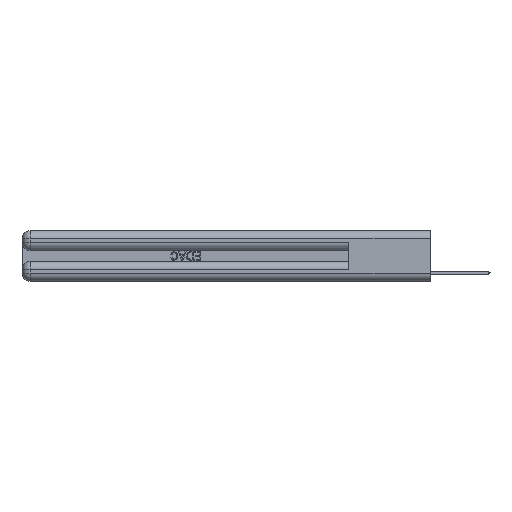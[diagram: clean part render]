
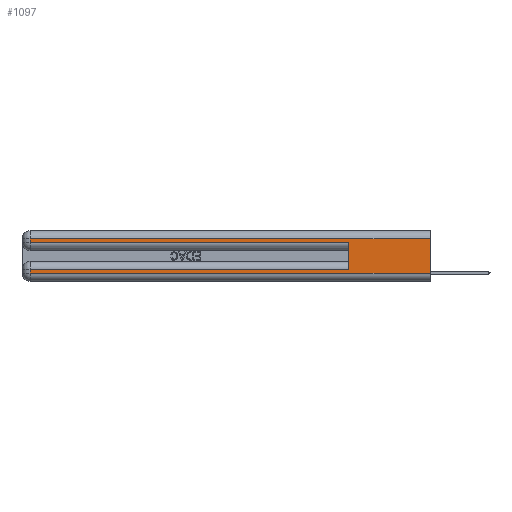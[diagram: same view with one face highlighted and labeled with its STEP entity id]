
A CAD part, left-side view. The second image highlights one B-rep face of the part: STEP entity #1097.
In plain terms, the highlighted planar face has unit normal (-1, 0, 0).
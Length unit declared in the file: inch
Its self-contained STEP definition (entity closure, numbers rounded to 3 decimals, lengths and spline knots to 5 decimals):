
#400 = CARTESIAN_POINT ( 'NONE',  ( 0., 0., 0.31 ) ) ;
#505 = AXIS2_PLACEMENT_3D ( 'NONE', #12602, #27907, #14795 ) ;
#514 = LINE ( 'NONE', #27200, #22051 ) ;
#1094 = VERTEX_POINT ( 'NONE', #17263 ) ;
#1097 = ADVANCED_FACE ( 'NONE', ( #21431 ), #12786, .F. ) ;
#1342 = ORIENTED_EDGE ( 'NONE', *, *, #25486, .T. ) ;
#1729 = ORIENTED_EDGE ( 'NONE', *, *, #23883, .T. ) ;
#2534 = EDGE_CURVE ( 'NONE', #5252, #14907, #24779, .T. ) ;
#2872 = VECTOR ( 'NONE', #25928, 39.37008 ) ;
#3275 = CARTESIAN_POINT ( 'NONE',  ( 0., 2.94, 0.285 ) ) ;
#3714 = DIRECTION ( 'NONE',  ( 0., 0., -1. ) ) ;
#4052 = EDGE_LOOP ( 'NONE', ( #6871, #1729, #18172, #1342, #14004, #17096, #10735, #17355 ) ) ;
#5227 = VECTOR ( 'NONE', #12798, 39.37008 ) ;
#5252 = VERTEX_POINT ( 'NONE', #23382 ) ;
#5268 = VERTEX_POINT ( 'NONE', #20787 ) ;
#5988 = CARTESIAN_POINT ( 'NONE',  ( 0., 2.94, 0.37 ) ) ;
#6210 = LINE ( 'NONE', #5988, #28139 ) ;
#6871 = ORIENTED_EDGE ( 'NONE', *, *, #18150, .F. ) ;
#7450 = EDGE_CURVE ( 'NONE', #5268, #10857, #6210, .T. ) ;
#8150 = CARTESIAN_POINT ( 'NONE',  ( 0., 0.6, 0.285 ) ) ;
#8683 = VECTOR ( 'NONE', #20543, 39.37008 ) ;
#8725 = LINE ( 'NONE', #400, #16965 ) ;
#9966 = VECTOR ( 'NONE', #14467, 39.37008 ) ;
#10735 = ORIENTED_EDGE ( 'NONE', *, *, #7450, .T. ) ;
#10857 = VERTEX_POINT ( 'NONE', #26898 ) ;
#11092 = CARTESIAN_POINT ( 'NONE',  ( 0., 0., 0.06 ) ) ;
#11296 = VERTEX_POINT ( 'NONE', #11092 ) ;
#11764 = LINE ( 'NONE', #19309, #5227 ) ;
#12070 = VERTEX_POINT ( 'NONE', #3275 ) ;
#12154 = EDGE_CURVE ( 'NONE', #1094, #12070, #15791, .T. ) ;
#12602 = CARTESIAN_POINT ( 'NONE',  ( 0., 0., 0.37 ) ) ;
#12786 = PLANE ( 'NONE',  #505 ) ;
#12798 = DIRECTION ( 'NONE',  ( 0., -1., 0. ) ) ;
#13091 = LINE ( 'NONE', #20623, #22676 ) ;
#14004 = ORIENTED_EDGE ( 'NONE', *, *, #2534, .F. ) ;
#14467 = DIRECTION ( 'NONE',  ( 0., 0., -1. ) ) ;
#14795 = DIRECTION ( 'NONE',  ( 0., 0., -1. ) ) ;
#14907 = VERTEX_POINT ( 'NONE', #8150 ) ;
#15791 = LINE ( 'NONE', #25746, #9966 ) ;
#16313 = DIRECTION ( 'NONE',  ( 0., -1., 0. ) ) ;
#16411 = VERTEX_POINT ( 'NONE', #24187 ) ;
#16965 = VECTOR ( 'NONE', #17757, 39.37008 ) ;
#17096 = ORIENTED_EDGE ( 'NONE', *, *, #24716, .T. ) ;
#17263 = CARTESIAN_POINT ( 'NONE',  ( 0., 2.94, 0.31 ) ) ;
#17355 = ORIENTED_EDGE ( 'NONE', *, *, #19521, .T. ) ;
#17757 = DIRECTION ( 'NONE',  ( 0., 1., 0. ) ) ;
#18150 = EDGE_CURVE ( 'NONE', #16411, #11296, #22050, .T. ) ;
#18172 = ORIENTED_EDGE ( 'NONE', *, *, #12154, .T. ) ;
#19309 = CARTESIAN_POINT ( 'NONE',  ( 0., 0., 0.285 ) ) ;
#19521 = EDGE_CURVE ( 'NONE', #10857, #11296, #13091, .T. ) ;
#20451 = CARTESIAN_POINT ( 'NONE',  ( 0., 0., 0.37 ) ) ;
#20543 = DIRECTION ( 'NONE',  ( 0., 0., -1. ) ) ;
#20623 = CARTESIAN_POINT ( 'NONE',  ( 0., 0., 0.06 ) ) ;
#20787 = CARTESIAN_POINT ( 'NONE',  ( 0., 2.94, 0.085 ) ) ;
#21431 = FACE_OUTER_BOUND ( 'NONE', #4052, .T. ) ;
#22050 = LINE ( 'NONE', #20451, #8683 ) ;
#22051 = VECTOR ( 'NONE', #24912, 39.37008 ) ;
#22676 = VECTOR ( 'NONE', #16313, 39.37008 ) ;
#23382 = CARTESIAN_POINT ( 'NONE',  ( 0., 0.6, 0.085 ) ) ;
#23883 = EDGE_CURVE ( 'NONE', #16411, #1094, #8725, .T. ) ;
#24187 = CARTESIAN_POINT ( 'NONE',  ( 0., 0., 0.31 ) ) ;
#24716 = EDGE_CURVE ( 'NONE', #5252, #5268, #514, .T. ) ;
#24779 = LINE ( 'NONE', #26017, #2872 ) ;
#24912 = DIRECTION ( 'NONE',  ( 0., 1., 0. ) ) ;
#25486 = EDGE_CURVE ( 'NONE', #12070, #14907, #11764, .T. ) ;
#25746 = CARTESIAN_POINT ( 'NONE',  ( 0., 2.94, 0.37 ) ) ;
#25928 = DIRECTION ( 'NONE',  ( 0., 0., 1. ) ) ;
#26017 = CARTESIAN_POINT ( 'NONE',  ( 0., 0.6, 0.145 ) ) ;
#26898 = CARTESIAN_POINT ( 'NONE',  ( 0., 2.94, 0.06 ) ) ;
#27200 = CARTESIAN_POINT ( 'NONE',  ( 0., 0., 0.085 ) ) ;
#27907 = DIRECTION ( 'NONE',  ( 1., 0., 0. ) ) ;
#28139 = VECTOR ( 'NONE', #3714, 39.37008 ) ;
